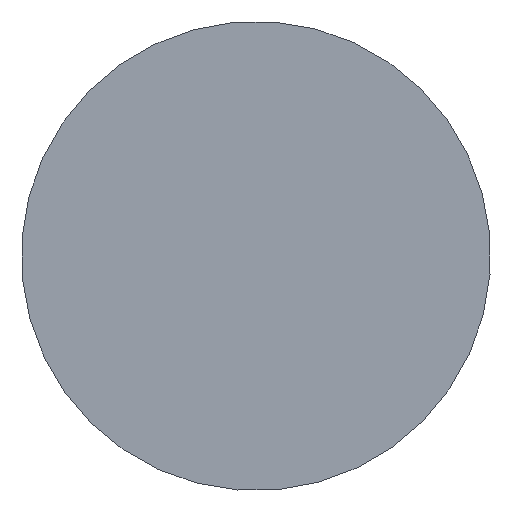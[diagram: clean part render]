
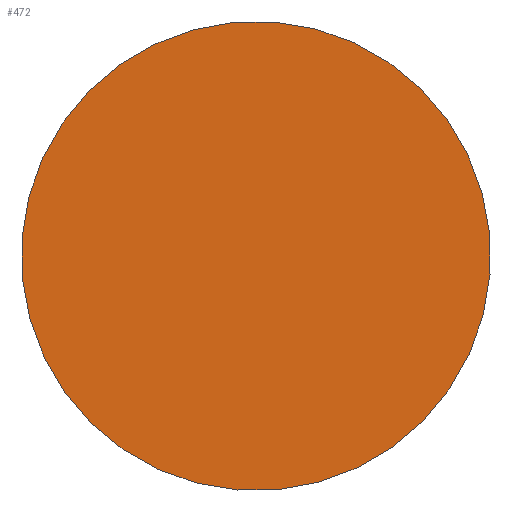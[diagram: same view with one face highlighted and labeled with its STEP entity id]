
A CAD part, front view. The second image highlights one B-rep face of the part: STEP entity #472.
In plain terms, the highlighted planar face has unit normal (0, -1, 0).
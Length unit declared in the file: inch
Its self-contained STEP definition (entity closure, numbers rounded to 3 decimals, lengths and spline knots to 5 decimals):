
#127=FACE_OUTER_BOUND('',#168,.T.);
#168=EDGE_LOOP('',(#375));
#195=CIRCLE('',#528,1.5);
#234=VERTEX_POINT('',#778);
#285=EDGE_CURVE('',#234,#234,#195,.T.);
#375=ORIENTED_EDGE('',*,*,#285,.T.);
#415=PLANE('',#529);
#472=ADVANCED_FACE('',(#127),#415,.T.);
#528=AXIS2_PLACEMENT_3D('',#779,#649,#650);
#529=AXIS2_PLACEMENT_3D('',#780,#651,#652);
#649=DIRECTION('center_axis',(0.,-1.,0.));
#650=DIRECTION('ref_axis',(0.25,0.,0.968));
#651=DIRECTION('center_axis',(0.,-1.,0.));
#652=DIRECTION('ref_axis',(0.25,0.,0.968));
#778=CARTESIAN_POINT('',(0.37567,0.,1.45219));
#779=CARTESIAN_POINT('Origin',(0.,0.,
0.));
#780=CARTESIAN_POINT('Origin',(0.35063,0.,
1.35538));
